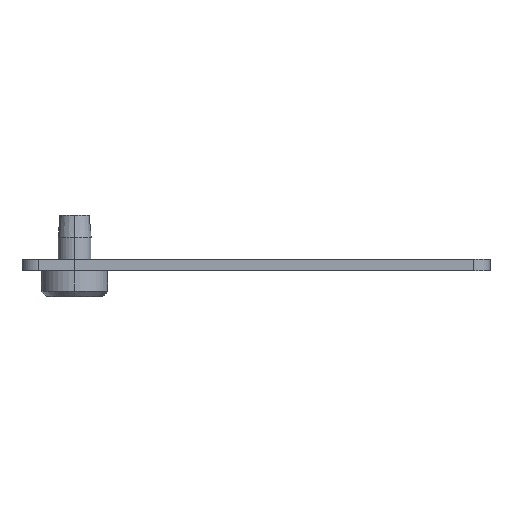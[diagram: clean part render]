
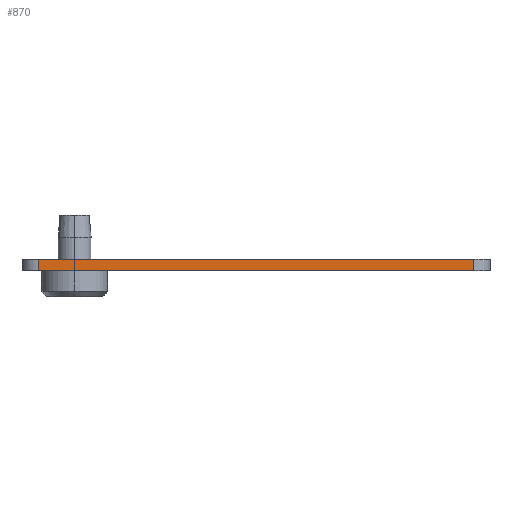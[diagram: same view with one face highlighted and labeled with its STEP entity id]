
A CAD part, front view. The second image highlights one B-rep face of the part: STEP entity #870.
In plain terms, the highlighted planar face has unit normal (0, -1, 0).
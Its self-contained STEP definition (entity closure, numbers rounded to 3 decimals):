
#870=ADVANCED_FACE('',(#1562),#1563,.F.);
#1562=FACE_OUTER_BOUND('',#2539,.T.);
#1563=PLANE('',#2540);
#2539=EDGE_LOOP('',(#3985,#3986,#3987,#3988));
#2540=AXIS2_PLACEMENT_3D('',#3989,#3990,#3991);
#3985=ORIENTED_EDGE('',*,*,#4971,.F.);
#3986=ORIENTED_EDGE('',*,*,#4972,.T.);
#3987=ORIENTED_EDGE('',*,*,#4973,.T.);
#3988=ORIENTED_EDGE('',*,*,#4974,.T.);
#3989=CARTESIAN_POINT('',(84.5,0.,6.75));
#3990=DIRECTION('',(0.,1.0,0.));
#3991=DIRECTION('',(1.0,0.0,0.));
#4971=EDGE_CURVE('',#5826,#5827,#5828,.T.);
#4972=EDGE_CURVE('',#5826,#5829,#5830,.T.);
#4973=EDGE_CURVE('',#5829,#5831,#5832,.T.);
#4974=EDGE_CURVE('',#5831,#5827,#5833,.T.);
#5826=VERTEX_POINT('',#6915);
#5827=VERTEX_POINT('',#6916);
#5828=LINE('',#6917,#6918);
#5829=VERTEX_POINT('',#6919);
#5830=LINE('',#6920,#6921);
#5831=VERTEX_POINT('',#6922);
#5832=LINE('',#6923,#6924);
#5833=LINE('',#6925,#6926);
#6915=CARTESIAN_POINT('',(3.,0.,6.75));
#6916=CARTESIAN_POINT('',(81.5,0.,6.75));
#6917=CARTESIAN_POINT('',(84.5,0.,6.75));
#6918=VECTOR('',#7869,1.0);
#6919=CARTESIAN_POINT('',(3.,0.,4.75));
#6920=CARTESIAN_POINT('',(3.,0.,6.75));
#6921=VECTOR('',#7870,1.0);
#6922=CARTESIAN_POINT('',(81.5,0.,4.75));
#6923=CARTESIAN_POINT('',(84.5,0.,4.75));
#6924=VECTOR('',#7871,1.0);
#6925=CARTESIAN_POINT('',(81.5,0.,6.75));
#6926=VECTOR('',#7872,1.0);
#7869=DIRECTION('',(1.0,0.,0.));
#7870=DIRECTION('',(0.0,0.,-1.0));
#7871=DIRECTION('',(1.0,0.,0.));
#7872=DIRECTION('',(0.0,0.,1.0));
